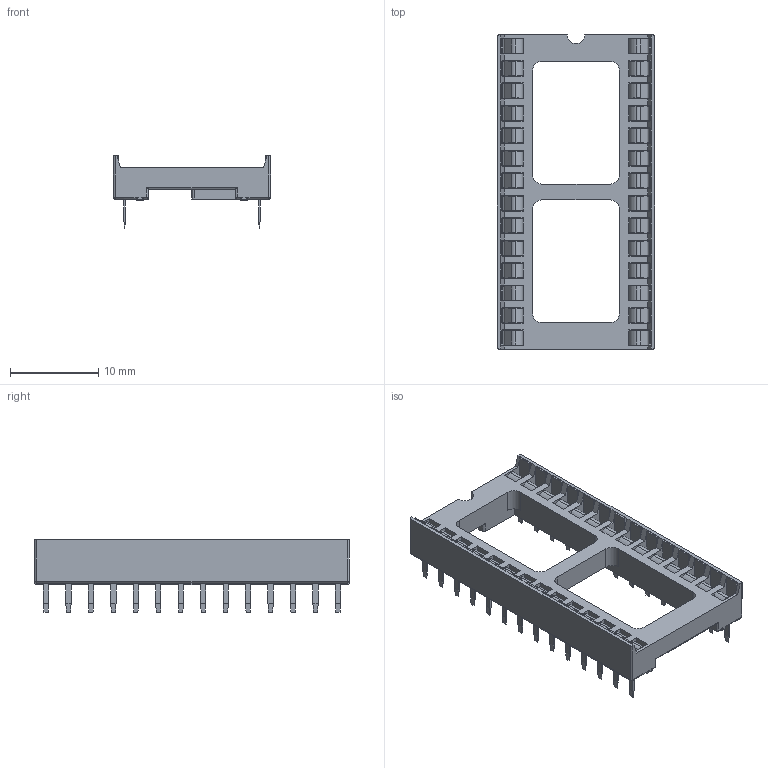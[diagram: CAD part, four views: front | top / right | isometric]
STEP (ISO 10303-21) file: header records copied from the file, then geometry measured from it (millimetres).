
FILE_DESCRIPTION (( 'STEP AP214' ), '1' );
FILE_NAME ('User Library-SCL-28.STEP', '2015-12-07T15:56:16', ( 'Windows User' ), ( '' ), 'SwSTEP 2.0', 'SolidWorks 2016', '' );
FILE_SCHEMA (( 'AUTOMOTIVE_DESIGN' ));
Length unit declared in the file: millimetre
Products named in the file (3): User Library-SCL-28_pin___ _________; User Library-SCL-28_board-28___ _________; User Library-SCL-28
Assembly tree (53 placements, depth 2):
  User Library-SCL-28
    User Library-SCL-28_board-28___ _________
    User Library-SCL-28_pin___ _________  x52
Bounding box: 17.78 x 35.56 x 8.2 mm (x, y, z)
Volume: 1068.7 mm3; surface area: 4751.4 mm2
Topology: 53 solids, 53 shells, 2500 faces, 6734 edges, 4386 vertices
Faces by surface type: plane 1617, cylinder 878, sphere 4, torus 1
Entity records: 13269 total; most frequent: CARTESIAN_POINT 2381, ORIENTED_EDGE 2240, DIRECTION 2099, EDGE_CURVE 1120, LINE 1019, VECTOR 1019, VERTEX_POINT 714, AXIS2_PLACEMENT_3D 540
